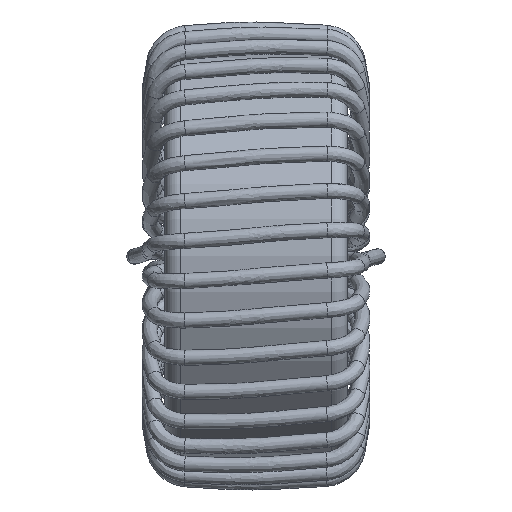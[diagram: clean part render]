
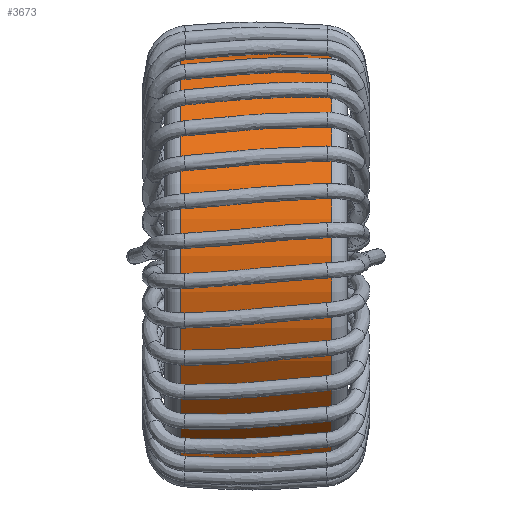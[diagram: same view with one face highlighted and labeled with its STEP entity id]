
A CAD part, top view. The second image highlights one B-rep face of the part: STEP entity #3673.
In plain terms, the highlighted cylindrical face has radius 13.85 mm (diameter 27.7 mm), a full revolution.
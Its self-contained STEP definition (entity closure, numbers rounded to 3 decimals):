
#614=FACE_OUTER_BOUND('',#918,.T.);
#918=EDGE_LOOP('',(#2469,#2470,#2471,#2472));
#1221=LINE('',#5019,#1229);
#1229=VECTOR('',#4357,13.85);
#1241=CIRCLE('',#4007,13.85);
#1243=CIRCLE('',#4010,13.85);
#1548=VERTEX_POINT('',#5013);
#1549=VERTEX_POINT('',#5017);
#1858=EDGE_CURVE('',#1548,#1548,#1241,.T.);
#1860=EDGE_CURVE('',#1549,#1549,#1243,.T.);
#1861=EDGE_CURVE('',#1549,#1548,#1221,.T.);
#2469=ORIENTED_EDGE('',*,*,#1860,.F.);
#2470=ORIENTED_EDGE('',*,*,#1861,.T.);
#2471=ORIENTED_EDGE('',*,*,#1858,.T.);
#2472=ORIENTED_EDGE('',*,*,#1861,.F.);
#3662=CYLINDRICAL_SURFACE('',#4009,13.85);
#3673=ADVANCED_FACE('',(#614),#3662,.T.);
#4007=AXIS2_PLACEMENT_3D('',#5014,#4349,#4350);
#4009=AXIS2_PLACEMENT_3D('',#5016,#4353,#4354);
#4010=AXIS2_PLACEMENT_3D('',#5018,#4355,#4356);
#4349=DIRECTION('center_axis',(1.,0.,0.));
#4350=DIRECTION('ref_axis',(0.,0.,-1.));
#4353=DIRECTION('center_axis',(1.,0.,0.));
#4354=DIRECTION('ref_axis',(0.,0.,-1.));
#4355=DIRECTION('center_axis',(1.,0.,0.));
#4356=DIRECTION('ref_axis',(0.,0.,-1.));
#4357=DIRECTION('',(-1.,0.,0.));
#5013=CARTESIAN_POINT('',(-5.,0.,31.7));
#5014=CARTESIAN_POINT('Origin',(-5.,0.,17.85));
#5016=CARTESIAN_POINT('Origin',(0.,0.,17.85));
#5017=CARTESIAN_POINT('',(5.,0.,31.7));
#5018=CARTESIAN_POINT('Origin',(5.,0.,17.85));
#5019=CARTESIAN_POINT('',(0.,0.,31.7));
